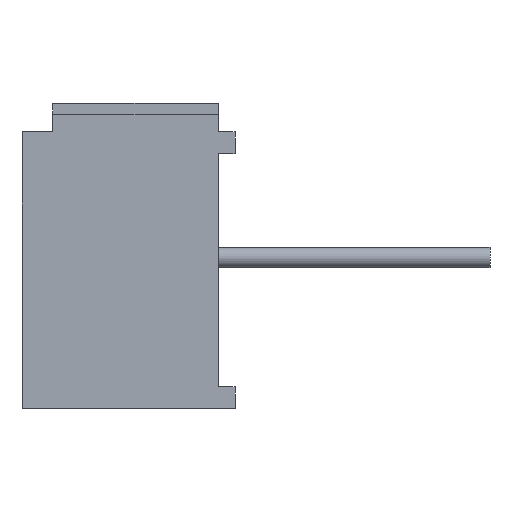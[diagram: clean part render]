
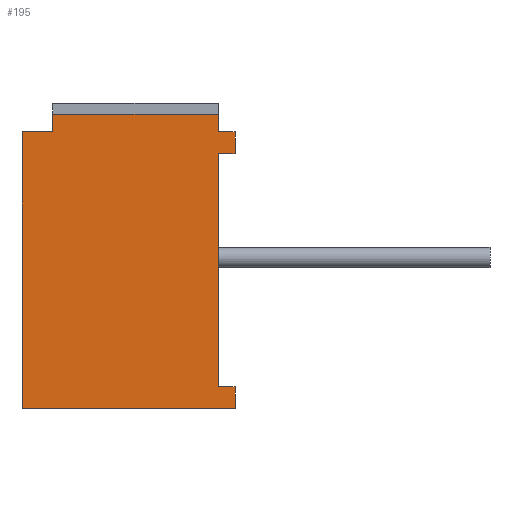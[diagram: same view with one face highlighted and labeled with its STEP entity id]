
A CAD part, left-side view. The second image highlights one B-rep face of the part: STEP entity #195.
In plain terms, the highlighted planar face has unit normal (-1, 0, 0).
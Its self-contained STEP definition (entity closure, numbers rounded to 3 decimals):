
#62 = VERTEX_POINT ( 'NONE', #2667 ) ;
#117 = LINE ( 'NONE', #910, #1926 ) ;
#176 = EDGE_CURVE ( 'NONE', #4244, #767, #1263, .T. ) ;
#195 = ADVANCED_FACE ( 'NONE', ( #1692 ), #4550, .T. ) ;
#209 = CARTESIAN_POINT ( 'NONE',  ( -3.3, 0.38, -2.995 ) ) ;
#214 = DIRECTION ( 'NONE',  ( 0., 0., 1. ) ) ;
#303 = ORIENTED_EDGE ( 'NONE', *, *, #3435, .T. ) ;
#380 = ORIENTED_EDGE ( 'NONE', *, *, #2768, .T. ) ;
#393 = LINE ( 'NONE', #2549, #3118 ) ;
#400 = LINE ( 'NONE', #1837, #4551 ) ;
#434 = EDGE_LOOP ( 'NONE', ( #689, #3154, #730, #2643, #3209, #3771, #3078, #4508, #4533, #303, #2025, #380 ) ) ;
#520 = DIRECTION ( 'NONE',  ( 0., 0., -1. ) ) ;
#652 = VECTOR ( 'NONE', #3750, 1000. ) ;
#657 = VECTOR ( 'NONE', #3235, 1000. ) ;
#679 = CARTESIAN_POINT ( 'NONE',  ( -3.3, 0., 2.845 ) ) ;
#689 = ORIENTED_EDGE ( 'NONE', *, *, #1255, .T. ) ;
#730 = ORIENTED_EDGE ( 'NONE', *, *, #1024, .F. ) ;
#736 = CARTESIAN_POINT ( 'NONE',  ( -3.3, 0., -3.495 ) ) ;
#767 = VERTEX_POINT ( 'NONE', #3657 ) ;
#773 = VECTOR ( 'NONE', #1606, 1000. ) ;
#887 = DIRECTION ( 'NONE',  ( 0., -1., 0. ) ) ;
#910 = CARTESIAN_POINT ( 'NONE',  ( -3.3, 4.88, -3.495 ) ) ;
#980 = CARTESIAN_POINT ( 'NONE',  ( -3.3, 0., -3.495 ) ) ;
#1024 = EDGE_CURVE ( 'NONE', #3085, #62, #4313, .T. ) ;
#1028 = LINE ( 'NONE', #4306, #2093 ) ;
#1149 = CARTESIAN_POINT ( 'NONE',  ( -3.3, 0., -3.495 ) ) ;
#1249 = EDGE_CURVE ( 'NONE', #62, #2716, #117, .T. ) ;
#1255 = EDGE_CURVE ( 'NONE', #2152, #2716, #3441, .T. ) ;
#1263 = LINE ( 'NONE', #2024, #1612 ) ;
#1400 = VECTOR ( 'NONE', #2455, 1000. ) ;
#1405 = EDGE_CURVE ( 'NONE', #3480, #3085, #2832, .T. ) ;
#1502 = VERTEX_POINT ( 'NONE', #679 ) ;
#1504 = CARTESIAN_POINT ( 'NONE',  ( -3.3, 0.38, 2.345 ) ) ;
#1606 = DIRECTION ( 'NONE',  ( 0., 0., 1. ) ) ;
#1612 = VECTOR ( 'NONE', #887, 1000. ) ;
#1643 = CARTESIAN_POINT ( 'NONE',  ( -3.3, 4.88, 2.845 ) ) ;
#1692 = FACE_OUTER_BOUND ( 'NONE', #434, .T. ) ;
#1778 = EDGE_CURVE ( 'NONE', #3480, #3800, #4074, .T. ) ;
#1793 = CARTESIAN_POINT ( 'NONE',  ( -3.3, 0., 2.845 ) ) ;
#1804 = VERTEX_POINT ( 'NONE', #3092 ) ;
#1837 = CARTESIAN_POINT ( 'NONE',  ( -3.3, -9.614, 3.245 ) ) ;
#1926 = VECTOR ( 'NONE', #2739, 1000. ) ;
#2024 = CARTESIAN_POINT ( 'NONE',  ( -3.3, 0.38, 2.345 ) ) ;
#2025 = ORIENTED_EDGE ( 'NONE', *, *, #4133, .T. ) ;
#2093 = VECTOR ( 'NONE', #3891, 1000. ) ;
#2115 = CARTESIAN_POINT ( 'NONE',  ( -3.3, 4.88, 2.845 ) ) ;
#2152 = VERTEX_POINT ( 'NONE', #4043 ) ;
#2173 = DIRECTION ( 'NONE',  ( 0., 1., 0. ) ) ;
#2259 = CARTESIAN_POINT ( 'NONE',  ( -3.3, 0.38, 2.845 ) ) ;
#2292 = VERTEX_POINT ( 'NONE', #3793 ) ;
#2317 = LINE ( 'NONE', #1149, #3802 ) ;
#2438 = CARTESIAN_POINT ( 'NONE',  ( -3.3, -9.614, -3.495 ) ) ;
#2455 = DIRECTION ( 'NONE',  ( 0., 0., -1. ) ) ;
#2526 = EDGE_CURVE ( 'NONE', #1502, #2915, #3588, .T. ) ;
#2549 = CARTESIAN_POINT ( 'NONE',  ( -3.3, 0.38, 2.345 ) ) ;
#2643 = ORIENTED_EDGE ( 'NONE', *, *, #1405, .F. ) ;
#2667 = CARTESIAN_POINT ( 'NONE',  ( -3.3, 4.88, -3.495 ) ) ;
#2716 = VERTEX_POINT ( 'NONE', #2115 ) ;
#2739 = DIRECTION ( 'NONE',  ( 0., 0., 1. ) ) ;
#2768 = EDGE_CURVE ( 'NONE', #2292, #2152, #1028, .T. ) ;
#2832 = LINE ( 'NONE', #980, #1400 ) ;
#2836 = DIRECTION ( 'NONE',  ( 0., 1., 0. ) ) ;
#2842 = VECTOR ( 'NONE', #3759, 1000. ) ;
#2915 = VERTEX_POINT ( 'NONE', #2259 ) ;
#3054 = VECTOR ( 'NONE', #2836, 1000. ) ;
#3078 = ORIENTED_EDGE ( 'NONE', *, *, #176, .T. ) ;
#3085 = VERTEX_POINT ( 'NONE', #736 ) ;
#3092 = CARTESIAN_POINT ( 'NONE',  ( -3.3, 0.38, 3.245 ) ) ;
#3118 = VECTOR ( 'NONE', #3228, 1000. ) ;
#3154 = ORIENTED_EDGE ( 'NONE', *, *, #1249, .F. ) ;
#3209 = ORIENTED_EDGE ( 'NONE', *, *, #1778, .T. ) ;
#3228 = DIRECTION ( 'NONE',  ( 0., 0., 1. ) ) ;
#3235 = DIRECTION ( 'NONE',  ( 0., 1., 0. ) ) ;
#3435 = EDGE_CURVE ( 'NONE', #2915, #1804, #4120, .T. ) ;
#3441 = LINE ( 'NONE', #1643, #652 ) ;
#3465 = DIRECTION ( 'NONE',  ( -1., 0., 0. ) ) ;
#3480 = VERTEX_POINT ( 'NONE', #4189 ) ;
#3588 = LINE ( 'NONE', #1793, #657 ) ;
#3657 = CARTESIAN_POINT ( 'NONE',  ( -3.3, 0., 2.345 ) ) ;
#3686 = CARTESIAN_POINT ( 'NONE',  ( -3.3, 0.38, -2.995 ) ) ;
#3750 = DIRECTION ( 'NONE',  ( 0., 1., 0. ) ) ;
#3759 = DIRECTION ( 'NONE',  ( 0., 1., 0. ) ) ;
#3771 = ORIENTED_EDGE ( 'NONE', *, *, #4577, .T. ) ;
#3793 = CARTESIAN_POINT ( 'NONE',  ( -3.3, 4.18, 3.245 ) ) ;
#3800 = VERTEX_POINT ( 'NONE', #209 ) ;
#3802 = VECTOR ( 'NONE', #520, 1000. ) ;
#3881 = AXIS2_PLACEMENT_3D ( 'NONE', #4174, #3465, #214 ) ;
#3891 = DIRECTION ( 'NONE',  ( 0., 0., -1. ) ) ;
#4043 = CARTESIAN_POINT ( 'NONE',  ( -3.3, 4.18, 2.845 ) ) ;
#4074 = LINE ( 'NONE', #3686, #2842 ) ;
#4120 = LINE ( 'NONE', #4463, #773 ) ;
#4133 = EDGE_CURVE ( 'NONE', #1804, #2292, #400, .T. ) ;
#4174 = CARTESIAN_POINT ( 'NONE',  ( -3.3, -9.614, -3.495 ) ) ;
#4189 = CARTESIAN_POINT ( 'NONE',  ( -3.3, 0., -2.995 ) ) ;
#4244 = VERTEX_POINT ( 'NONE', #1504 ) ;
#4296 = EDGE_CURVE ( 'NONE', #1502, #767, #2317, .T. ) ;
#4306 = CARTESIAN_POINT ( 'NONE',  ( -3.3, 4.18, 3.495 ) ) ;
#4313 = LINE ( 'NONE', #2438, #3054 ) ;
#4463 = CARTESIAN_POINT ( 'NONE',  ( -3.3, 0.38, 3.495 ) ) ;
#4508 = ORIENTED_EDGE ( 'NONE', *, *, #4296, .F. ) ;
#4533 = ORIENTED_EDGE ( 'NONE', *, *, #2526, .T. ) ;
#4550 = PLANE ( 'NONE',  #3881 ) ;
#4551 = VECTOR ( 'NONE', #2173, 1000. ) ;
#4577 = EDGE_CURVE ( 'NONE', #3800, #4244, #393, .T. ) ;
